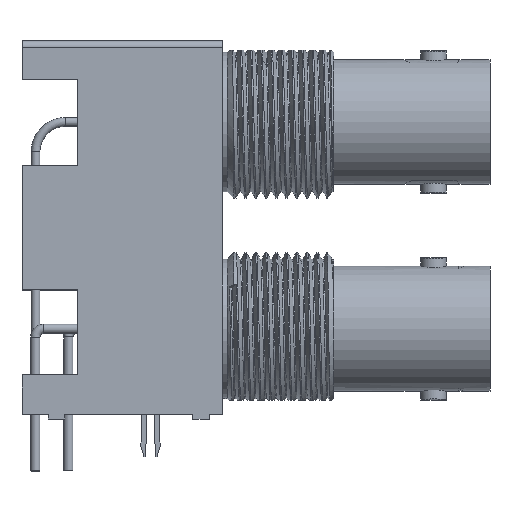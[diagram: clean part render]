
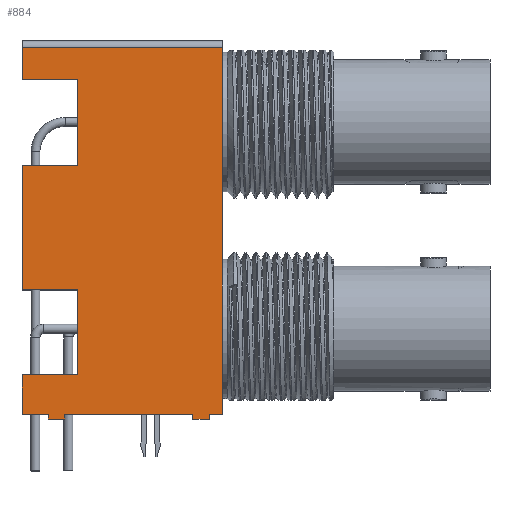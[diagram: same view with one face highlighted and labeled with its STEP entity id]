
A CAD part, top view. The second image highlights one B-rep face of the part: STEP entity #884.
In plain terms, the highlighted planar face has unit normal (0, 0, 1).
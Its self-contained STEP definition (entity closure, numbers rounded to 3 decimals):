
#884=ADVANCED_FACE('',(#1861),#1862,.T.);
#1861=FACE_OUTER_BOUND('',#14121,.T.);
#1862=PLANE('',#14122);
#14121=EDGE_LOOP('',(#16732,#16733,#16734,#16735,#16736,#16737,#16738,#16739,#16740,#16741,#16742,#16743,#16744,#16745,#16746,#16747,#16748,#16749,#16750,#16751));
#14122=AXIS2_PLACEMENT_3D('',#16752,#16753,#16754);
#16732=ORIENTED_EDGE('',*,*,#18480,.T.);
#16733=ORIENTED_EDGE('',*,*,#18481,.T.);
#16734=ORIENTED_EDGE('',*,*,#18482,.F.);
#16735=ORIENTED_EDGE('',*,*,#18483,.F.);
#16736=ORIENTED_EDGE('',*,*,#18484,.T.);
#16737=ORIENTED_EDGE('',*,*,#18485,.T.);
#16738=ORIENTED_EDGE('',*,*,#18486,.F.);
#16739=ORIENTED_EDGE('',*,*,#18487,.F.);
#16740=ORIENTED_EDGE('',*,*,#18488,.T.);
#16741=ORIENTED_EDGE('',*,*,#18075,.T.);
#16742=ORIENTED_EDGE('',*,*,#18489,.T.);
#16743=ORIENTED_EDGE('',*,*,#18490,.F.);
#16744=ORIENTED_EDGE('',*,*,#18491,.F.);
#16745=ORIENTED_EDGE('',*,*,#18071,.T.);
#16746=ORIENTED_EDGE('',*,*,#18492,.T.);
#16747=ORIENTED_EDGE('',*,*,#18493,.F.);
#16748=ORIENTED_EDGE('',*,*,#18494,.F.);
#16749=ORIENTED_EDGE('',*,*,#18067,.T.);
#16750=ORIENTED_EDGE('',*,*,#18466,.F.);
#16751=ORIENTED_EDGE('',*,*,#18478,.F.);
#16752=CARTESIAN_POINT('',(0.0,14.44,7.2));
#16753=DIRECTION('',(0.0,0.0,1.0));
#16754=DIRECTION('',(0.0,-1.0,0.0));
#18067=EDGE_CURVE('',#19648,#19646,#19649,.T.);
#18071=EDGE_CURVE('',#19656,#19654,#19657,.T.);
#18075=EDGE_CURVE('',#19664,#19662,#19665,.T.);
#18466=EDGE_CURVE('',#20181,#19646,#20183,.T.);
#18478=EDGE_CURVE('',#20198,#20181,#20200,.T.);
#18480=EDGE_CURVE('',#20198,#20202,#20203,.T.);
#18481=EDGE_CURVE('',#20202,#20204,#20205,.T.);
#18482=EDGE_CURVE('',#20206,#20204,#20207,.T.);
#18483=EDGE_CURVE('',#20208,#20206,#20209,.T.);
#18484=EDGE_CURVE('',#20208,#20210,#20211,.T.);
#18485=EDGE_CURVE('',#20210,#20212,#20213,.T.);
#18486=EDGE_CURVE('',#20214,#20212,#20215,.T.);
#18487=EDGE_CURVE('',#20216,#20214,#20217,.T.);
#18488=EDGE_CURVE('',#20216,#19664,#20218,.T.);
#18489=EDGE_CURVE('',#19662,#20219,#20220,.T.);
#18490=EDGE_CURVE('',#20221,#20219,#20222,.T.);
#18491=EDGE_CURVE('',#19656,#20221,#20223,.T.);
#18492=EDGE_CURVE('',#19654,#20224,#20225,.T.);
#18493=EDGE_CURVE('',#20226,#20224,#20227,.T.);
#18494=EDGE_CURVE('',#19648,#20226,#20228,.T.);
#19646=VERTEX_POINT('',#29263);
#19648=VERTEX_POINT('',#29266);
#19649=LINE('',#29267,#29268);
#19654=VERTEX_POINT('',#29275);
#19656=VERTEX_POINT('',#29278);
#19657=LINE('',#29279,#29280);
#19662=VERTEX_POINT('',#29287);
#19664=VERTEX_POINT('',#29290);
#19665=LINE('',#29291,#29292);
#20181=VERTEX_POINT('',#41224);
#20183=LINE('',#41226,#41227);
#20198=VERTEX_POINT('',#41247);
#20200=LINE('',#41249,#41250);
#20202=VERTEX_POINT('',#41252);
#20203=LINE('',#41253,#41254);
#20204=VERTEX_POINT('',#41255);
#20205=LINE('',#41256,#41257);
#20206=VERTEX_POINT('',#41258);
#20207=LINE('',#41259,#41260);
#20208=VERTEX_POINT('',#41261);
#20209=LINE('',#41262,#41263);
#20210=VERTEX_POINT('',#41264);
#20211=LINE('',#41265,#41266);
#20212=VERTEX_POINT('',#41267);
#20213=LINE('',#41268,#41269);
#20214=VERTEX_POINT('',#41270);
#20215=LINE('',#41271,#41272);
#20216=VERTEX_POINT('',#41273);
#20217=LINE('',#41274,#41275);
#20218=LINE('',#41276,#41277);
#20219=VERTEX_POINT('',#41278);
#20220=LINE('',#41279,#41280);
#20221=VERTEX_POINT('',#41281);
#20222=LINE('',#41282,#41283);
#20223=LINE('',#41284,#41285);
#20224=VERTEX_POINT('',#41286);
#20225=LINE('',#41287,#41288);
#20226=VERTEX_POINT('',#41289);
#20227=LINE('',#41290,#41291);
#20228=LINE('',#41292,#41293);
#29263=CARTESIAN_POINT('',(15.5,-14.44,7.2));
#29266=CARTESIAN_POINT('',(14.484,-14.44,7.2));
#29267=CARTESIAN_POINT('',(14.484,-14.44,7.2));
#29268=VECTOR('',#42356,1.016);
#29275=CARTESIAN_POINT('',(13.214,-14.44,7.2));
#29278=CARTESIAN_POINT('',(3.302,-14.44,7.2));
#29279=CARTESIAN_POINT('',(3.302,-14.44,7.2));
#29280=VECTOR('',#42360,9.912);
#29287=CARTESIAN_POINT('',(2.032,-14.44,7.2));
#29290=CARTESIAN_POINT('',(0.0,-14.44,7.2));
#29291=CARTESIAN_POINT('',(0.0,-14.44,7.2));
#29292=VECTOR('',#42364,2.032);
#41224=CARTESIAN_POINT('',(15.5,13.932,7.2));
#41226=CARTESIAN_POINT('',(15.5,13.932,7.2));
#41227=VECTOR('',#42566,28.372);
#41247=CARTESIAN_POINT('',(0.0,13.932,7.2));
#41249=CARTESIAN_POINT('',(0.0,13.932,7.2));
#41250=VECTOR('',#42581,15.5);
#41252=CARTESIAN_POINT('',(0.0,11.443,7.2));
#41253=CARTESIAN_POINT('',(0.0,13.932,7.2));
#41254=VECTOR('',#42582,2.489);
#41255=CARTESIAN_POINT('',(4.318,11.443,7.2));
#41256=CARTESIAN_POINT('',(0.0,11.443,7.2));
#41257=VECTOR('',#42583,4.318);
#41258=CARTESIAN_POINT('',(4.318,4.813,7.2));
#41259=CARTESIAN_POINT('',(4.318,4.813,7.2));
#41260=VECTOR('',#42584,6.629);
#41261=CARTESIAN_POINT('',(0.0,4.813,7.2));
#41262=CARTESIAN_POINT('',(0.0,4.813,7.2));
#41263=VECTOR('',#42585,4.318);
#41264=CARTESIAN_POINT('',(0.0,-4.813,7.2));
#41265=CARTESIAN_POINT('',(0.0,4.813,7.2));
#41266=VECTOR('',#42586,9.627);
#41267=CARTESIAN_POINT('',(4.318,-4.813,7.2));
#41268=CARTESIAN_POINT('',(0.0,-4.813,7.2));
#41269=VECTOR('',#42587,4.318);
#41270=CARTESIAN_POINT('',(4.318,-11.392,7.2));
#41271=CARTESIAN_POINT('',(4.318,-11.392,7.2));
#41272=VECTOR('',#42588,6.579);
#41273=CARTESIAN_POINT('',(0.0,-11.392,7.2));
#41274=CARTESIAN_POINT('',(0.0,-11.392,7.2));
#41275=VECTOR('',#42589,4.318);
#41276=CARTESIAN_POINT('',(0.0,-11.392,7.2));
#41277=VECTOR('',#42590,3.048);
#41278=CARTESIAN_POINT('',(2.032,-14.811,7.2));
#41279=CARTESIAN_POINT('',(2.032,-14.44,7.2));
#41280=VECTOR('',#42591,0.371);
#41281=CARTESIAN_POINT('',(3.302,-14.811,7.2));
#41282=CARTESIAN_POINT('',(3.302,-14.811,7.2));
#41283=VECTOR('',#42592,1.27);
#41284=CARTESIAN_POINT('',(3.302,-14.44,7.2));
#41285=VECTOR('',#42593,0.371);
#41286=CARTESIAN_POINT('',(13.214,-14.811,7.2));
#41287=CARTESIAN_POINT('',(13.214,-14.44,7.2));
#41288=VECTOR('',#42594,0.371);
#41289=CARTESIAN_POINT('',(14.484,-14.811,7.2));
#41290=CARTESIAN_POINT('',(14.484,-14.811,7.2));
#41291=VECTOR('',#42595,1.27);
#41292=CARTESIAN_POINT('',(14.484,-14.44,7.2));
#41293=VECTOR('',#42596,0.371);
#42356=DIRECTION('',(1.0,0.0,0.0));
#42360=DIRECTION('',(1.0,0.0,0.0));
#42364=DIRECTION('',(1.0,0.0,0.0));
#42566=DIRECTION('',(0.0,-1.0,0.0));
#42581=DIRECTION('',(1.0,0.0,0.0));
#42582=DIRECTION('',(0.0,-1.0,0.0));
#42583=DIRECTION('',(1.0,0.0,0.0));
#42584=DIRECTION('',(0.0,1.0,0.0));
#42585=DIRECTION('',(1.0,0.0,0.0));
#42586=DIRECTION('',(0.0,-1.0,0.0));
#42587=DIRECTION('',(1.0,0.0,0.0));
#42588=DIRECTION('',(0.0,1.0,0.0));
#42589=DIRECTION('',(1.0,0.0,0.0));
#42590=DIRECTION('',(0.0,-1.0,0.0));
#42591=DIRECTION('',(0.0,-1.0,0.0));
#42592=DIRECTION('',(-1.0,0.0,0.0));
#42593=DIRECTION('',(0.0,-1.0,0.0));
#42594=DIRECTION('',(0.0,-1.0,0.0));
#42595=DIRECTION('',(-1.0,0.0,0.0));
#42596=DIRECTION('',(0.0,-1.0,0.0));
